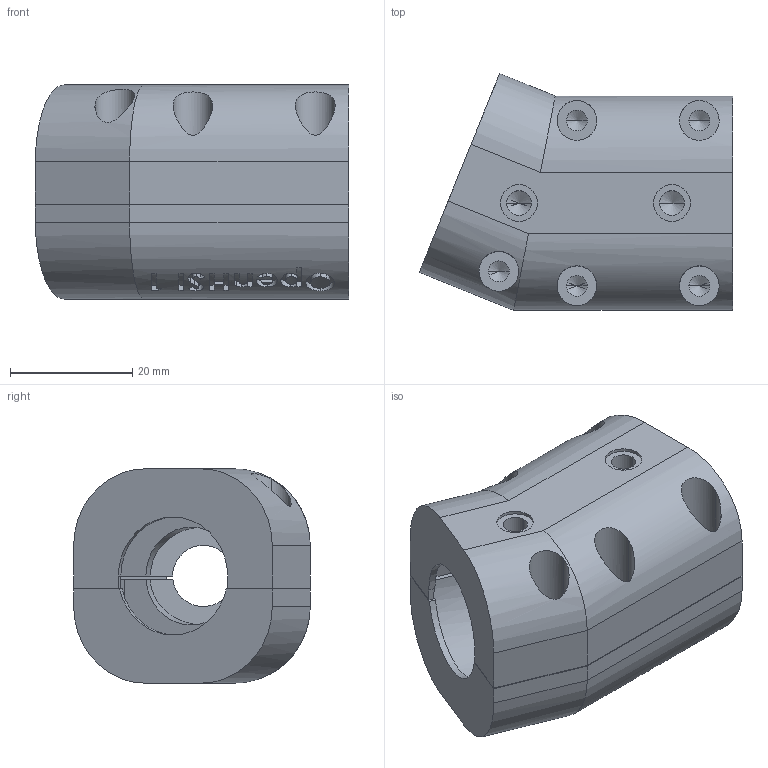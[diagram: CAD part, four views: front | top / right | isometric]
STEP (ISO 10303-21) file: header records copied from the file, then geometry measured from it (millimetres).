
FILE_DESCRIPTION (( 'STEP AP214' ), '1' );
FILE_NAME ('Open_HSI_Housing.STEP', '2020-11-25T04:13:10', ( '' ), ( '' ), 'SwSTEP 2.0', 'SolidWorks 2019', '' );
FILE_SCHEMA (( 'AUTOMOTIVE_DESIGN' ));
Length unit declared in the file: millimetre
Products named in the file (1): Open_HSI_Housing
Bounding box: 51.15 x 38.67 x 35 mm (x, y, z)
Volume: 32404.9 mm3; surface area: 15796.1 mm2
Topology: 2 solids, 2 shells, 349 faces, 922 edges, 597 vertices
Faces by surface type: plane 124, cylinder 116, bspline 91, cone 18
Entity records: 19820 total; most frequent: CARTESIAN_POINT 11749, ORIENTED_EDGE 1808, DIRECTION 1351, EDGE_CURVE 904, VERTEX_POINT 597, AXIS2_PLACEMENT_3D 487, EDGE_LOOP 397, VECTOR 377
